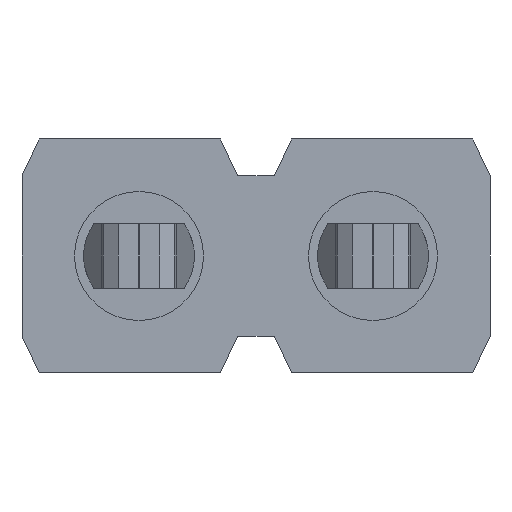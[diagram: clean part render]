
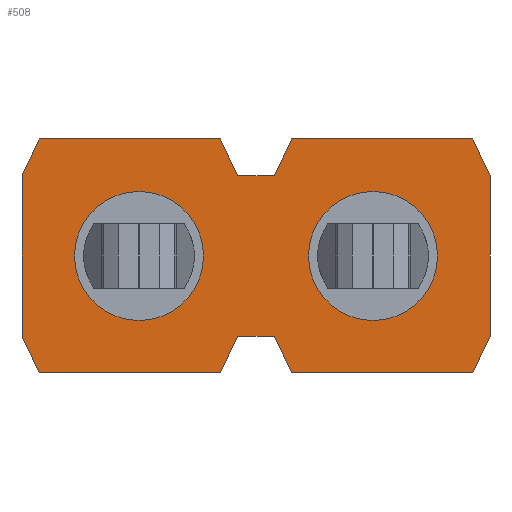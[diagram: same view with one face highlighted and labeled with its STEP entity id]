
A CAD part, front view. The second image highlights one B-rep face of the part: STEP entity #508.
In plain terms, the highlighted planar face has unit normal (0, -1, 0).
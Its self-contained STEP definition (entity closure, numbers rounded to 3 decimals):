
#508=ADVANCED_FACE('',(#1018,#1019,#1020),#1021,.F.);
#1018=FACE_BOUND('',#1521,.T.);
#1019=FACE_BOUND('',#1522,.T.);
#1020=FACE_OUTER_BOUND('',#1523,.T.);
#1021=PLANE('',#1524);
#1521=EDGE_LOOP('',(#2975,#2976));
#1522=EDGE_LOOP('',(#2977,#2978));
#1523=EDGE_LOOP('',(#2979,#2980,#2981,#2982,#2983,#2984,#2985,#2986,#2987,#2988,#2989,#2990,#2991,#2992,#2993,#2994));
#1524=AXIS2_PLACEMENT_3D('',#2995,#2996,#2997);
#2975=ORIENTED_EDGE('',*,*,#3201,.T.);
#2976=ORIENTED_EDGE('',*,*,#3063,.T.);
#2977=ORIENTED_EDGE('',*,*,#3354,.T.);
#2978=ORIENTED_EDGE('',*,*,#3030,.T.);
#2979=ORIENTED_EDGE('',*,*,#3565,.T.);
#2980=ORIENTED_EDGE('',*,*,#3510,.F.);
#2981=ORIENTED_EDGE('',*,*,#3542,.T.);
#2982=ORIENTED_EDGE('',*,*,#3514,.T.);
#2983=ORIENTED_EDGE('',*,*,#3519,.T.);
#2984=ORIENTED_EDGE('',*,*,#3523,.T.);
#2985=ORIENTED_EDGE('',*,*,#3527,.T.);
#2986=ORIENTED_EDGE('',*,*,#3531,.T.);
#2987=ORIENTED_EDGE('',*,*,#3535,.T.);
#2988=ORIENTED_EDGE('',*,*,#3538,.T.);
#2989=ORIENTED_EDGE('',*,*,#3568,.T.);
#2990=ORIENTED_EDGE('',*,*,#3570,.T.);
#2991=ORIENTED_EDGE('',*,*,#3553,.T.);
#2992=ORIENTED_EDGE('',*,*,#3557,.T.);
#2993=ORIENTED_EDGE('',*,*,#3560,.T.);
#2994=ORIENTED_EDGE('',*,*,#3563,.T.);
#2995=CARTESIAN_POINT('',(-1.37,0.0,0.0));
#2996=DIRECTION('',(-0.0,1.0,0.));
#2997=DIRECTION('',(1.0,0.0,0.0));
#3030=EDGE_CURVE('',#3625,#3629,#3631,.T.);
#3063=EDGE_CURVE('',#3685,#3689,#3691,.T.);
#3201=EDGE_CURVE('',#3689,#3685,#3877,.T.);
#3354=EDGE_CURVE('',#3629,#3625,#4094,.T.);
#3510=EDGE_CURVE('',#4316,#4311,#4318,.T.);
#3514=EDGE_CURVE('',#4325,#4323,#4326,.T.);
#3519=EDGE_CURVE('',#4323,#4331,#4333,.T.);
#3523=EDGE_CURVE('',#4331,#4337,#4339,.T.);
#3527=EDGE_CURVE('',#4337,#4343,#4345,.T.);
#3531=EDGE_CURVE('',#4343,#4349,#4351,.T.);
#3535=EDGE_CURVE('',#4349,#4355,#4357,.T.);
#3538=EDGE_CURVE('',#4355,#4359,#4362,.T.);
#3542=EDGE_CURVE('',#4316,#4325,#4366,.T.);
#3553=EDGE_CURVE('',#4384,#4382,#4385,.T.);
#3557=EDGE_CURVE('',#4382,#4388,#4390,.T.);
#3560=EDGE_CURVE('',#4388,#4392,#4394,.T.);
#3563=EDGE_CURVE('',#4392,#4396,#4398,.T.);
#3565=EDGE_CURVE('',#4396,#4311,#4400,.T.);
#3568=EDGE_CURVE('',#4359,#4402,#4404,.T.);
#3570=EDGE_CURVE('',#4402,#4384,#4406,.T.);
#3625=VERTEX_POINT('',#4490);
#3629=VERTEX_POINT('',#4495);
#3631=CIRCLE('',#4498,0.7);
#3685=VERTEX_POINT('',#4581);
#3689=VERTEX_POINT('',#4586);
#3691=CIRCLE('',#4589,0.7);
#3877=CIRCLE('',#4817,0.7);
#4094=CIRCLE('',#5140,0.7);
#4311=VERTEX_POINT('',#5463);
#4316=VERTEX_POINT('',#5470);
#4318=LINE('',#5473,#5474);
#4323=VERTEX_POINT('',#5480);
#4325=VERTEX_POINT('',#5483);
#4326=LINE('',#5484,#5485);
#4331=VERTEX_POINT('',#5492);
#4333=LINE('',#5495,#5496);
#4337=VERTEX_POINT('',#5501);
#4339=LINE('',#5504,#5505);
#4343=VERTEX_POINT('',#5510);
#4345=LINE('',#5513,#5514);
#4349=VERTEX_POINT('',#5519);
#4351=LINE('',#5522,#5523);
#4355=VERTEX_POINT('',#5528);
#4357=LINE('',#5531,#5532);
#4359=VERTEX_POINT('',#5534);
#4362=LINE('',#5538,#5539);
#4366=LINE('',#5545,#5546);
#4382=VERTEX_POINT('',#5569);
#4384=VERTEX_POINT('',#5572);
#4385=LINE('',#5573,#5574);
#4388=VERTEX_POINT('',#5578);
#4390=LINE('',#5581,#5582);
#4392=VERTEX_POINT('',#5584);
#4394=LINE('',#5587,#5588);
#4396=VERTEX_POINT('',#5590);
#4398=LINE('',#5593,#5594);
#4400=LINE('',#5596,#5597);
#4402=VERTEX_POINT('',#5599);
#4404=LINE('',#5602,#5603);
#4406=LINE('',#5605,#5606);
#4490=CARTESIAN_POINT('',(-1.97,0.,0.));
#4495=CARTESIAN_POINT('',(-0.57,0.,0.));
#4498=AXIS2_PLACEMENT_3D('',#5652,#5653,#5654);
#4581=CARTESIAN_POINT('',(0.57,0.,0.));
#4586=CARTESIAN_POINT('',(1.97,0.,0.));
#4589=AXIS2_PLACEMENT_3D('',#5699,#5700,#5701);
#4817=AXIS2_PLACEMENT_3D('',#5888,#5889,#5890);
#5140=AXIS2_PLACEMENT_3D('',#6034,#6035,#6036);
#5463=CARTESIAN_POINT('',(-0.2,0.,-0.87));
#5470=CARTESIAN_POINT('',(0.2,0.,-0.87));
#5473=CARTESIAN_POINT('',(0.2,0.,-0.87));
#5474=VECTOR('',#6183,1.0);
#5480=CARTESIAN_POINT('',(2.353,0.,-1.27));
#5483=CARTESIAN_POINT('',(0.387,0.,-1.27));
#5484=CARTESIAN_POINT('',(0.387,0.,-1.27));
#5485=VECTOR('',#6186,1.0);
#5492=CARTESIAN_POINT('',(2.54,0.,-0.87));
#5495=CARTESIAN_POINT('',(2.353,0.,-1.27));
#5496=VECTOR('',#6190,1.0);
#5501=CARTESIAN_POINT('',(2.54,0.,0.87));
#5504=CARTESIAN_POINT('',(2.54,0.,-0.87));
#5505=VECTOR('',#6193,1.0);
#5510=CARTESIAN_POINT('',(2.353,0.,1.27));
#5513=CARTESIAN_POINT('',(2.54,0.,0.87));
#5514=VECTOR('',#6196,1.0);
#5519=CARTESIAN_POINT('',(0.387,0.,1.27));
#5522=CARTESIAN_POINT('',(2.353,0.,1.27));
#5523=VECTOR('',#6199,1.0);
#5528=CARTESIAN_POINT('',(0.2,0.,0.87));
#5531=CARTESIAN_POINT('',(0.387,0.,1.27));
#5532=VECTOR('',#6202,1.0);
#5534=CARTESIAN_POINT('',(-0.2,0.,0.87));
#5538=CARTESIAN_POINT('',(0.2,0.,0.87));
#5539=VECTOR('',#6204,1.0);
#5545=CARTESIAN_POINT('',(0.2,0.,-0.87));
#5546=VECTOR('',#6207,1.0);
#5569=CARTESIAN_POINT('',(-2.54,0.,0.87));
#5572=CARTESIAN_POINT('',(-2.353,0.,1.27));
#5573=CARTESIAN_POINT('',(-2.353,0.,1.27));
#5574=VECTOR('',#6216,1.0);
#5578=CARTESIAN_POINT('',(-2.54,0.,-0.87));
#5581=CARTESIAN_POINT('',(-2.54,0.,0.87));
#5582=VECTOR('',#6219,1.0);
#5584=CARTESIAN_POINT('',(-2.353,0.,-1.27));
#5587=CARTESIAN_POINT('',(-2.54,0.,-0.87));
#5588=VECTOR('',#6221,1.0);
#5590=CARTESIAN_POINT('',(-0.387,0.,-1.27));
#5593=CARTESIAN_POINT('',(-2.353,0.,-1.27));
#5594=VECTOR('',#6223,1.0);
#5596=CARTESIAN_POINT('',(-0.387,0.,-1.27));
#5597=VECTOR('',#6224,1.0);
#5599=CARTESIAN_POINT('',(-0.387,0.,1.27));
#5602=CARTESIAN_POINT('',(-0.2,0.,0.87));
#5603=VECTOR('',#6226,1.0);
#5605=CARTESIAN_POINT('',(-0.387,0.,1.27));
#5606=VECTOR('',#6227,1.0);
#5652=CARTESIAN_POINT('',(-1.27,0.0,0.0));
#5653=DIRECTION('',(0.0,1.0,0.));
#5654=DIRECTION('',(-1.0,0.0,0.0));
#5699=CARTESIAN_POINT('',(1.27,0.0,0.0));
#5700=DIRECTION('',(0.0,1.0,0.));
#5701=DIRECTION('',(-1.0,0.0,0.0));
#5888=CARTESIAN_POINT('',(1.27,0.0,0.0));
#5889=DIRECTION('',(0.0,1.0,0.));
#5890=DIRECTION('',(-1.0,0.0,0.0));
#6034=CARTESIAN_POINT('',(-1.27,0.0,0.0));
#6035=DIRECTION('',(0.0,1.0,0.));
#6036=DIRECTION('',(-1.0,0.0,0.0));
#6183=DIRECTION('',(-1.0,0.,0.));
#6186=DIRECTION('',(1.0,0.0,0.0));
#6190=DIRECTION('',(0.423,0.,0.906));
#6193=DIRECTION('',(0.0,0.,1.0));
#6196=DIRECTION('',(-0.423,0.,0.906));
#6199=DIRECTION('',(-1.0,0.0,0.0));
#6202=DIRECTION('',(-0.423,0.,-0.906));
#6204=DIRECTION('',(-1.0,0.0,0.0));
#6207=DIRECTION('',(0.423,0.,-0.906));
#6216=DIRECTION('',(-0.423,0.,-0.906));
#6219=DIRECTION('',(0.0,0.,-1.0));
#6221=DIRECTION('',(0.423,0.,-0.906));
#6223=DIRECTION('',(1.0,0.0,0.0));
#6224=DIRECTION('',(0.423,0.,0.906));
#6226=DIRECTION('',(-0.423,0.,0.906));
#6227=DIRECTION('',(-1.0,0.0,0.0));
